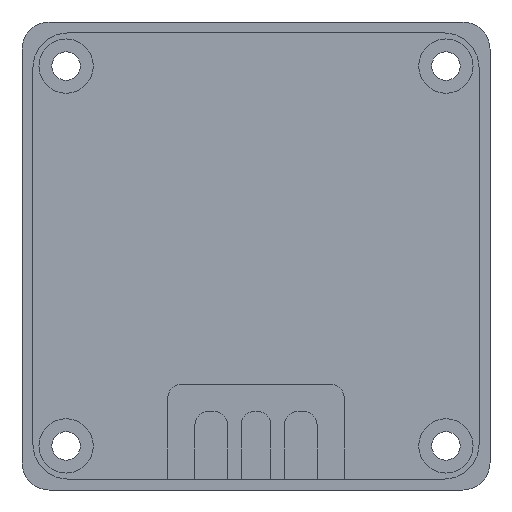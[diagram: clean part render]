
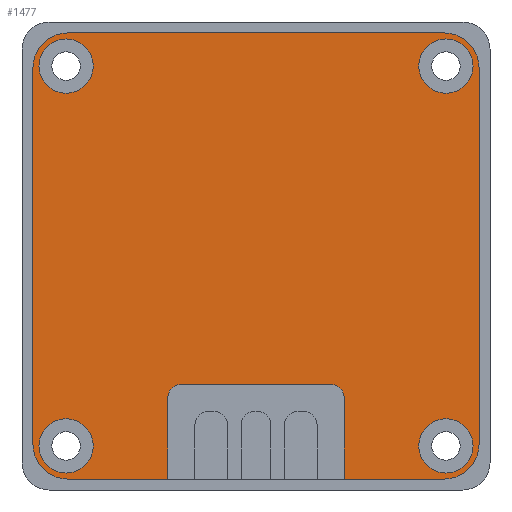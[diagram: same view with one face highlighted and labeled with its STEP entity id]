
A CAD part, front view. The second image highlights one B-rep face of the part: STEP entity #1477.
In plain terms, the highlighted planar face has unit normal (0, -1, 0).
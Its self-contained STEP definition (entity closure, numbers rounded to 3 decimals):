
#15=FACE_BOUND('',#202,.T.);
#16=FACE_BOUND('',#203,.T.);
#17=FACE_BOUND('',#204,.T.);
#18=FACE_BOUND('',#205,.T.);
#109=FACE_OUTER_BOUND('',#201,.T.);
#201=EDGE_LOOP('',(#1105,#1106,#1107,#1108,#1109,#1110,#1111,#1112,#1113,
#1114,#1115,#1116,#1117,#1118));
#202=EDGE_LOOP('',(#1119));
#203=EDGE_LOOP('',(#1120));
#204=EDGE_LOOP('',(#1121));
#205=EDGE_LOOP('',(#1122));
#336=LINE('',#2326,#462);
#347=LINE('',#2347,#473);
#351=LINE('',#2357,#477);
#352=LINE('',#2361,#478);
#353=LINE('',#2365,#479);
#354=LINE('',#2369,#480);
#355=LINE('',#2373,#481);
#356=LINE('',#2376,#482);
#462=VECTOR('',#1830,10.);
#473=VECTOR('',#1857,10.);
#477=VECTOR('',#1869,10.);
#478=VECTOR('',#1874,10.);
#479=VECTOR('',#1877,10.);
#480=VECTOR('',#1880,10.);
#481=VECTOR('',#1883,10.);
#482=VECTOR('',#1886,10.);
#563=CIRCLE('',#1587,1.);
#564=CIRCLE('',#1595,1.);
#565=CIRCLE('',#1600,2.6);
#566=CIRCLE('',#1601,2.6);
#567=CIRCLE('',#1602,2.6);
#568=CIRCLE('',#1603,2.6);
#569=CIRCLE('',#1604,2.);
#570=CIRCLE('',#1605,2.);
#571=CIRCLE('',#1606,2.);
#572=CIRCLE('',#1607,2.);
#675=VERTEX_POINT('',#2323);
#676=VERTEX_POINT('',#2325);
#677=VERTEX_POINT('',#2329);
#678=VERTEX_POINT('',#2345);
#679=VERTEX_POINT('',#2349);
#680=VERTEX_POINT('',#2355);
#681=VERTEX_POINT('',#2360);
#682=VERTEX_POINT('',#2362);
#683=VERTEX_POINT('',#2364);
#684=VERTEX_POINT('',#2366);
#685=VERTEX_POINT('',#2368);
#686=VERTEX_POINT('',#2370);
#687=VERTEX_POINT('',#2372);
#688=VERTEX_POINT('',#2374);
#689=VERTEX_POINT('',#2377);
#690=VERTEX_POINT('',#2379);
#691=VERTEX_POINT('',#2381);
#692=VERTEX_POINT('',#2383);
#826=EDGE_CURVE('',#676,#675,#336,.T.);
#829=EDGE_CURVE('',#677,#675,#563,.F.);
#838=EDGE_CURVE('',#677,#678,#347,.T.);
#840=EDGE_CURVE('',#679,#678,#564,.F.);
#843=EDGE_CURVE('',#679,#680,#351,.T.);
#844=EDGE_CURVE('',#680,#681,#352,.T.);
#845=EDGE_CURVE('',#681,#682,#565,.T.);
#846=EDGE_CURVE('',#682,#683,#353,.T.);
#847=EDGE_CURVE('',#683,#684,#566,.T.);
#848=EDGE_CURVE('',#684,#685,#354,.T.);
#849=EDGE_CURVE('',#685,#686,#567,.T.);
#850=EDGE_CURVE('',#686,#687,#355,.T.);
#851=EDGE_CURVE('',#687,#688,#568,.T.);
#852=EDGE_CURVE('',#688,#676,#356,.T.);
#853=EDGE_CURVE('',#689,#689,#569,.T.);
#854=EDGE_CURVE('',#690,#690,#570,.T.);
#855=EDGE_CURVE('',#691,#691,#571,.T.);
#856=EDGE_CURVE('',#692,#692,#572,.T.);
#1105=ORIENTED_EDGE('',*,*,#826,.T.);
#1106=ORIENTED_EDGE('',*,*,#829,.F.);
#1107=ORIENTED_EDGE('',*,*,#838,.T.);
#1108=ORIENTED_EDGE('',*,*,#840,.F.);
#1109=ORIENTED_EDGE('',*,*,#843,.T.);
#1110=ORIENTED_EDGE('',*,*,#844,.T.);
#1111=ORIENTED_EDGE('',*,*,#845,.T.);
#1112=ORIENTED_EDGE('',*,*,#846,.T.);
#1113=ORIENTED_EDGE('',*,*,#847,.T.);
#1114=ORIENTED_EDGE('',*,*,#848,.T.);
#1115=ORIENTED_EDGE('',*,*,#849,.T.);
#1116=ORIENTED_EDGE('',*,*,#850,.T.);
#1117=ORIENTED_EDGE('',*,*,#851,.T.);
#1118=ORIENTED_EDGE('',*,*,#852,.T.);
#1119=ORIENTED_EDGE('',*,*,#853,.F.);
#1120=ORIENTED_EDGE('',*,*,#854,.F.);
#1121=ORIENTED_EDGE('',*,*,#855,.F.);
#1122=ORIENTED_EDGE('',*,*,#856,.F.);
#1419=PLANE('',#1599);
#1477=ADVANCED_FACE('',(#109,#15,#16,#17,#18),#1419,.F.);
#1587=AXIS2_PLACEMENT_3D('',#2331,#1835,#1836);
#1595=AXIS2_PLACEMENT_3D('',#2351,#1861,#1862);
#1599=AXIS2_PLACEMENT_3D('',#2359,#1872,#1873);
#1600=AXIS2_PLACEMENT_3D('',#2363,#1875,#1876);
#1601=AXIS2_PLACEMENT_3D('',#2367,#1878,#1879);
#1602=AXIS2_PLACEMENT_3D('',#2371,#1881,#1882);
#1603=AXIS2_PLACEMENT_3D('',#2375,#1884,#1885);
#1604=AXIS2_PLACEMENT_3D('',#2378,#1887,#1888);
#1605=AXIS2_PLACEMENT_3D('',#2380,#1889,#1890);
#1606=AXIS2_PLACEMENT_3D('',#2382,#1891,#1892);
#1607=AXIS2_PLACEMENT_3D('',#2384,#1893,#1894);
#1830=DIRECTION('',(0.,0.,1.));
#1835=DIRECTION('center_axis',(0.,1.,0.));
#1836=DIRECTION('ref_axis',(-0.707,0.,0.707));
#1857=DIRECTION('',(1.,0.,0.));
#1861=DIRECTION('center_axis',(0.,1.,0.));
#1862=DIRECTION('ref_axis',(0.707,0.,0.707));
#1869=DIRECTION('',(0.,0.,-1.));
#1872=DIRECTION('center_axis',(0.,1.,0.));
#1873=DIRECTION('ref_axis',(1.,0.,0.));
#1874=DIRECTION('',(1.,0.,0.));
#1875=DIRECTION('center_axis',(0.,-1.,0.));
#1876=DIRECTION('ref_axis',(0.,0.,-1.));
#1877=DIRECTION('',(0.,0.,1.));
#1878=DIRECTION('center_axis',(0.,-1.,0.));
#1879=DIRECTION('ref_axis',(1.,0.,0.));
#1880=DIRECTION('',(-1.,0.,0.));
#1881=DIRECTION('center_axis',(0.,-1.,0.));
#1882=DIRECTION('ref_axis',(0.,0.,1.));
#1883=DIRECTION('',(0.,0.,-1.));
#1884=DIRECTION('center_axis',(0.,-1.,0.));
#1885=DIRECTION('ref_axis',(-1.,0.,0.));
#1886=DIRECTION('',(1.,0.,0.));
#1887=DIRECTION('center_axis',(0.,-1.,0.));
#1888=DIRECTION('ref_axis',(1.,0.,0.));
#1889=DIRECTION('center_axis',(0.,-1.,0.));
#1890=DIRECTION('ref_axis',(1.,0.,0.));
#1891=DIRECTION('center_axis',(0.,-1.,0.));
#1892=DIRECTION('ref_axis',(1.,0.,0.));
#1893=DIRECTION('center_axis',(0.,-1.,0.));
#1894=DIRECTION('ref_axis',(1.,0.,0.));
#2323=CARTESIAN_POINT('',(-6.5,-1.05,-10.45));
#2325=CARTESIAN_POINT('',(-6.5,-1.05,-16.45));
#2326=CARTESIAN_POINT('',(-6.5,-1.05,-4.725));
#2329=CARTESIAN_POINT('',(-5.5,-1.05,-9.45));
#2331=CARTESIAN_POINT('Origin',(-5.5,-1.05,-10.45));
#2345=CARTESIAN_POINT('',(5.5,-1.05,-9.45));
#2347=CARTESIAN_POINT('',(3.25,-1.05,-9.45));
#2349=CARTESIAN_POINT('',(6.5,-1.05,-10.45));
#2351=CARTESIAN_POINT('Origin',(5.5,-1.05,-10.45));
#2355=CARTESIAN_POINT('',(6.5,-1.05,-16.45));
#2357=CARTESIAN_POINT('',(6.5,-1.05,-8.225));
#2359=CARTESIAN_POINT('Origin',(0.,-1.05,0.));
#2360=CARTESIAN_POINT('',(13.85,-1.05,-16.45));
#2361=CARTESIAN_POINT('',(-6.925,-1.05,-16.45));
#2362=CARTESIAN_POINT('',(16.45,-1.05,-13.85));
#2363=CARTESIAN_POINT('Origin',(13.85,-1.05,-13.85));
#2364=CARTESIAN_POINT('',(16.45,-1.05,13.85));
#2365=CARTESIAN_POINT('',(16.45,-1.05,-6.925));
#2366=CARTESIAN_POINT('',(13.85,-1.05,16.45));
#2367=CARTESIAN_POINT('Origin',(13.85,-1.05,13.85));
#2368=CARTESIAN_POINT('',(-13.85,-1.05,16.45));
#2369=CARTESIAN_POINT('',(6.925,-1.05,16.45));
#2370=CARTESIAN_POINT('',(-16.45,-1.05,13.85));
#2371=CARTESIAN_POINT('Origin',(-13.85,-1.05,13.85));
#2372=CARTESIAN_POINT('',(-16.45,-1.05,-13.85));
#2373=CARTESIAN_POINT('',(-16.45,-1.05,6.925));
#2374=CARTESIAN_POINT('',(-13.85,-1.05,-16.45));
#2375=CARTESIAN_POINT('Origin',(-13.85,-1.05,-13.85));
#2376=CARTESIAN_POINT('',(-6.925,-1.05,-16.45));
#2377=CARTESIAN_POINT('',(12.,-1.05,-14.));
#2378=CARTESIAN_POINT('Origin',(14.,-1.05,-14.));
#2379=CARTESIAN_POINT('',(-16.,-1.05,14.));
#2380=CARTESIAN_POINT('Origin',(-14.,-1.05,14.));
#2381=CARTESIAN_POINT('',(-16.,-1.05,-14.));
#2382=CARTESIAN_POINT('Origin',(-14.,-1.05,-14.));
#2383=CARTESIAN_POINT('',(12.,-1.05,14.));
#2384=CARTESIAN_POINT('Origin',(14.,-1.05,14.));
